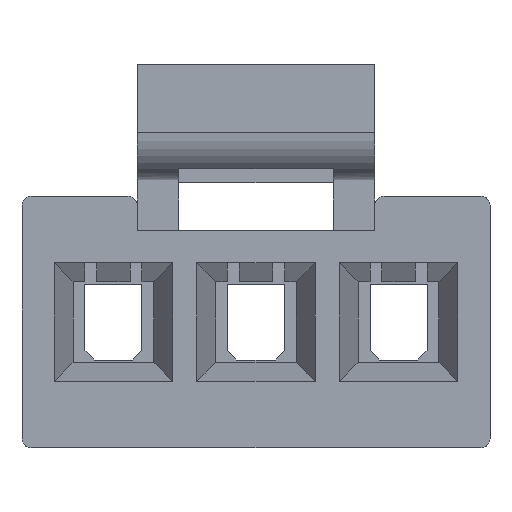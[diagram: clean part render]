
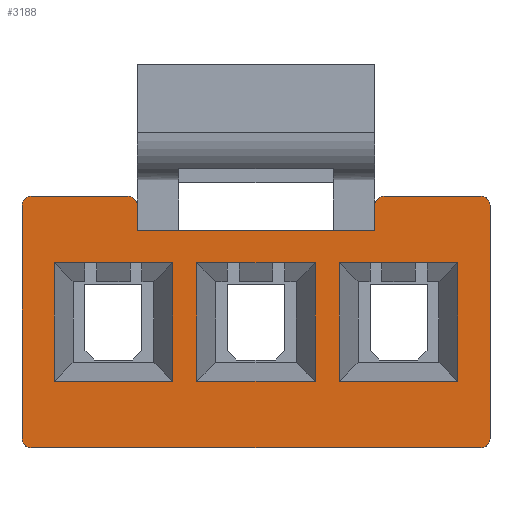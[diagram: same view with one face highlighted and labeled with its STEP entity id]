
A CAD part, front view. The second image highlights one B-rep face of the part: STEP entity #3188.
In plain terms, the highlighted planar face has unit normal (0, -1, 0).
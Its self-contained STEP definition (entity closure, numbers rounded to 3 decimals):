
#41=CIRCLE('',#3379,0.2);
#42=CIRCLE('',#3380,0.2);
#43=CIRCLE('',#3381,0.2);
#44=CIRCLE('',#3382,0.2);
#45=CIRCLE('',#3383,0.2);
#46=CIRCLE('',#3384,0.2);
#169=ORIENTED_EDGE('',*,*,#1070,.T.);
#170=ORIENTED_EDGE('',*,*,#1071,.T.);
#171=ORIENTED_EDGE('',*,*,#1072,.T.);
#172=ORIENTED_EDGE('',*,*,#1073,.T.);
#173=ORIENTED_EDGE('',*,*,#1074,.T.);
#174=ORIENTED_EDGE('',*,*,#1075,.T.);
#175=ORIENTED_EDGE('',*,*,#1076,.T.);
#176=ORIENTED_EDGE('',*,*,#1077,.T.);
#177=ORIENTED_EDGE('',*,*,#1078,.T.);
#178=ORIENTED_EDGE('',*,*,#1079,.T.);
#179=ORIENTED_EDGE('',*,*,#1080,.T.);
#180=ORIENTED_EDGE('',*,*,#1081,.T.);
#181=ORIENTED_EDGE('',*,*,#1082,.F.);
#182=ORIENTED_EDGE('',*,*,#1083,.T.);
#183=ORIENTED_EDGE('',*,*,#1084,.F.);
#184=ORIENTED_EDGE('',*,*,#1085,.T.);
#185=ORIENTED_EDGE('',*,*,#1086,.T.);
#186=ORIENTED_EDGE('',*,*,#1087,.T.);
#187=ORIENTED_EDGE('',*,*,#1088,.T.);
#188=ORIENTED_EDGE('',*,*,#1089,.T.);
#189=ORIENTED_EDGE('',*,*,#1090,.T.);
#190=ORIENTED_EDGE('',*,*,#1091,.T.);
#191=ORIENTED_EDGE('',*,*,#1067,.T.);
#192=ORIENTED_EDGE('',*,*,#1069,.T.);
#193=ORIENTED_EDGE('',*,*,#1058,.T.);
#194=ORIENTED_EDGE('',*,*,#1064,.T.);
#1058=EDGE_CURVE('',#1509,#1508,#1817,.T.);
#1064=EDGE_CURVE('',#1508,#1511,#1823,.T.);
#1067=EDGE_CURVE('',#1511,#1513,#1826,.T.);
#1069=EDGE_CURVE('',#1513,#1509,#1828,.T.);
#1070=EDGE_CURVE('',#1514,#1515,#1829,.T.);
#1071=EDGE_CURVE('',#1515,#1516,#1830,.T.);
#1072=EDGE_CURVE('',#1516,#1517,#1831,.T.);
#1073=EDGE_CURVE('',#1517,#1514,#1832,.T.);
#1074=EDGE_CURVE('',#1518,#1519,#1833,.T.);
#1075=EDGE_CURVE('',#1519,#1520,#41,.T.);
#1076=EDGE_CURVE('',#1520,#1521,#1834,.T.);
#1077=EDGE_CURVE('',#1521,#1522,#1835,.T.);
#1078=EDGE_CURVE('',#1522,#1523,#1836,.T.);
#1079=EDGE_CURVE('',#1523,#1524,#42,.T.);
#1080=EDGE_CURVE('',#1524,#1525,#1837,.T.);
#1081=EDGE_CURVE('',#1525,#1526,#43,.T.);
#1082=EDGE_CURVE('',#1527,#1526,#1838,.T.);
#1083=EDGE_CURVE('',#1527,#1528,#44,.T.);
#1084=EDGE_CURVE('',#1529,#1528,#1839,.T.);
#1085=EDGE_CURVE('',#1529,#1530,#45,.T.);
#1086=EDGE_CURVE('',#1530,#1531,#1840,.T.);
#1087=EDGE_CURVE('',#1531,#1518,#46,.T.);
#1088=EDGE_CURVE('',#1532,#1533,#1841,.T.);
#1089=EDGE_CURVE('',#1533,#1534,#1842,.T.);
#1090=EDGE_CURVE('',#1534,#1535,#1843,.T.);
#1091=EDGE_CURVE('',#1535,#1532,#1844,.T.);
#1508=VERTEX_POINT('',#4548);
#1509=VERTEX_POINT('',#4550);
#1511=VERTEX_POINT('',#4558);
#1513=VERTEX_POINT('',#4564);
#1514=VERTEX_POINT('',#4571);
#1515=VERTEX_POINT('',#4572);
#1516=VERTEX_POINT('',#4574);
#1517=VERTEX_POINT('',#4576);
#1518=VERTEX_POINT('',#4579);
#1519=VERTEX_POINT('',#4580);
#1520=VERTEX_POINT('',#4582);
#1521=VERTEX_POINT('',#4584);
#1522=VERTEX_POINT('',#4586);
#1523=VERTEX_POINT('',#4588);
#1524=VERTEX_POINT('',#4590);
#1525=VERTEX_POINT('',#4592);
#1526=VERTEX_POINT('',#4594);
#1527=VERTEX_POINT('',#4596);
#1528=VERTEX_POINT('',#4598);
#1529=VERTEX_POINT('',#4600);
#1530=VERTEX_POINT('',#4602);
#1531=VERTEX_POINT('',#4604);
#1532=VERTEX_POINT('',#4607);
#1533=VERTEX_POINT('',#4608);
#1534=VERTEX_POINT('',#4610);
#1535=VERTEX_POINT('',#4612);
#1817=LINE('',#4549,#2261);
#1823=LINE('',#4559,#2267);
#1826=LINE('',#4565,#2270);
#1828=LINE('',#4568,#2272);
#1829=LINE('',#4570,#2273);
#1830=LINE('',#4573,#2274);
#1831=LINE('',#4575,#2275);
#1832=LINE('',#4577,#2276);
#1833=LINE('',#4578,#2277);
#1834=LINE('',#4583,#2278);
#1835=LINE('',#4585,#2279);
#1836=LINE('',#4587,#2280);
#1837=LINE('',#4591,#2281);
#1838=LINE('',#4595,#2282);
#1839=LINE('',#4599,#2283);
#1840=LINE('',#4603,#2284);
#1841=LINE('',#4606,#2285);
#1842=LINE('',#4609,#2286);
#1843=LINE('',#4611,#2287);
#1844=LINE('',#4613,#2288);
#2261=VECTOR('',#3665,1000.);
#2267=VECTOR('',#3673,1000.);
#2270=VECTOR('',#3678,1000.);
#2272=VECTOR('',#3682,1000.);
#2273=VECTOR('',#3685,1000.);
#2274=VECTOR('',#3686,1000.);
#2275=VECTOR('',#3687,1000.);
#2276=VECTOR('',#3688,1000.);
#2277=VECTOR('',#3689,1000.);
#2278=VECTOR('',#3692,1000.);
#2279=VECTOR('',#3693,1000.);
#2280=VECTOR('',#3694,1000.);
#2281=VECTOR('',#3697,1000.);
#2282=VECTOR('',#3700,1000.);
#2283=VECTOR('',#3703,1000.);
#2284=VECTOR('',#3706,1000.);
#2285=VECTOR('',#3709,1000.);
#2286=VECTOR('',#3710,1000.);
#2287=VECTOR('',#3711,1000.);
#2288=VECTOR('',#3712,1000.);
#2649=EDGE_LOOP('',(#169,#170,#171,#172));
#2650=EDGE_LOOP('',(#173,#174,#175,#176,#177,#178,#179,#180,#181,#182,#183,
#184,#185,#186));
#2651=EDGE_LOOP('',(#187,#188,#189,#190));
#2652=EDGE_LOOP('',(#191,#192,#193,#194));
#2838=FACE_BOUND('',#2649,.T.);
#2839=FACE_BOUND('',#2650,.T.);
#2840=FACE_BOUND('',#2651,.T.);
#2841=FACE_BOUND('',#2652,.T.);
#3025=PLANE('',#3378);
#3188=ADVANCED_FACE('',(#2838,#2839,#2840,#2841),#3025,.T.);
#3378=AXIS2_PLACEMENT_3D('',#4569,#3683,#3684);
#3379=AXIS2_PLACEMENT_3D('',#4581,#3690,#3691);
#3380=AXIS2_PLACEMENT_3D('',#4589,#3695,#3696);
#3381=AXIS2_PLACEMENT_3D('',#4593,#3698,#3699);
#3382=AXIS2_PLACEMENT_3D('',#4597,#3701,#3702);
#3383=AXIS2_PLACEMENT_3D('',#4601,#3704,#3705);
#3384=AXIS2_PLACEMENT_3D('',#4605,#3707,#3708);
#3665=DIRECTION('',(1.,0.,0.));
#3673=DIRECTION('',(0.,0.,-1.));
#3678=DIRECTION('',(-1.,0.,0.));
#3682=DIRECTION('',(0.,0.,1.));
#3683=DIRECTION('',(0.,-1.,0.));
#3684=DIRECTION('',(0.,0.,-1.));
#3685=DIRECTION('',(-1.,0.,0.));
#3686=DIRECTION('',(0.,0.,1.));
#3687=DIRECTION('',(1.,0.,0.));
#3688=DIRECTION('',(0.,0.,-1.));
#3689=DIRECTION('',(-1.,0.,0.));
#3690=DIRECTION('',(0.,-1.,0.));
#3691=DIRECTION('',(0.,0.,-1.));
#3692=DIRECTION('',(0.,0.,-1.));
#3693=DIRECTION('',(-1.,0.,0.));
#3694=DIRECTION('',(0.,0.,1.));
#3695=DIRECTION('',(0.,-1.,0.));
#3696=DIRECTION('',(0.,0.,-1.));
#3697=DIRECTION('',(-1.,0.,0.));
#3698=DIRECTION('',(0.,-1.,0.));
#3699=DIRECTION('',(0.,0.,-1.));
#3700=DIRECTION('',(0.,0.,1.));
#3701=DIRECTION('',(0.,-1.,0.));
#3702=DIRECTION('',(0.,0.,-1.));
#3703=DIRECTION('',(-1.,0.,0.));
#3704=DIRECTION('',(0.,-1.,0.));
#3705=DIRECTION('',(0.,0.,-1.));
#3706=DIRECTION('',(0.,0.,1.));
#3707=DIRECTION('',(0.,-1.,0.));
#3708=DIRECTION('',(0.,0.,-1.));
#3709=DIRECTION('',(-1.,0.,0.));
#3710=DIRECTION('',(0.,0.,1.));
#3711=DIRECTION('',(1.,0.,0.));
#3712=DIRECTION('',(0.,0.,-1.));
#4548=CARTESIAN_POINT('',(4.25,-4.3,1.25));
#4549=CARTESIAN_POINT('',(1.75,-4.3,1.25));
#4550=CARTESIAN_POINT('',(1.75,-4.3,1.25));
#4558=CARTESIAN_POINT('',(4.25,-4.3,-1.25));
#4559=CARTESIAN_POINT('',(4.25,-4.3,1.25));
#4564=CARTESIAN_POINT('',(1.75,-4.3,-1.25));
#4565=CARTESIAN_POINT('',(4.25,-4.3,-1.25));
#4568=CARTESIAN_POINT('',(1.75,-4.3,-1.25));
#4569=CARTESIAN_POINT('',(4.925,-4.3,-2.65));
#4570=CARTESIAN_POINT('',(1.25,-4.3,-1.25));
#4571=CARTESIAN_POINT('',(1.25,-4.3,-1.25));
#4572=CARTESIAN_POINT('',(-1.25,-4.3,-1.25));
#4573=CARTESIAN_POINT('',(-1.25,-4.3,-1.25));
#4574=CARTESIAN_POINT('',(-1.25,-4.3,1.25));
#4575=CARTESIAN_POINT('',(-1.25,-4.3,1.25));
#4576=CARTESIAN_POINT('',(1.25,-4.3,1.25));
#4577=CARTESIAN_POINT('',(1.25,-4.3,1.25));
#4578=CARTESIAN_POINT('',(4.925,-4.3,2.65));
#4579=CARTESIAN_POINT('',(4.725,-4.3,2.65));
#4580=CARTESIAN_POINT('',(2.7,-4.3,2.65));
#4581=CARTESIAN_POINT('',(2.7,-4.3,2.45));
#4582=CARTESIAN_POINT('',(2.5,-4.3,2.45));
#4583=CARTESIAN_POINT('',(2.5,-4.3,2.65));
#4584=CARTESIAN_POINT('',(2.5,-4.3,1.93));
#4585=CARTESIAN_POINT('',(2.5,-4.3,1.93));
#4586=CARTESIAN_POINT('',(-2.5,-4.3,1.93));
#4587=CARTESIAN_POINT('',(-2.5,-4.3,1.93));
#4588=CARTESIAN_POINT('',(-2.5,-4.3,2.45));
#4589=CARTESIAN_POINT('',(-2.7,-4.3,2.45));
#4590=CARTESIAN_POINT('',(-2.7,-4.3,2.65));
#4591=CARTESIAN_POINT('',(4.925,-4.3,2.65));
#4592=CARTESIAN_POINT('',(-4.725,-4.3,2.65));
#4593=CARTESIAN_POINT('',(-4.725,-4.3,2.45));
#4594=CARTESIAN_POINT('',(-4.925,-4.3,2.45));
#4595=CARTESIAN_POINT('',(-4.925,-4.3,-2.65));
#4596=CARTESIAN_POINT('',(-4.925,-4.3,-2.45));
#4597=CARTESIAN_POINT('',(-4.725,-4.3,-2.45));
#4598=CARTESIAN_POINT('',(-4.725,-4.3,-2.65));
#4599=CARTESIAN_POINT('',(4.925,-4.3,-2.65));
#4600=CARTESIAN_POINT('',(4.725,-4.3,-2.65));
#4601=CARTESIAN_POINT('',(4.725,-4.3,-2.45));
#4602=CARTESIAN_POINT('',(4.925,-4.3,-2.45));
#4603=CARTESIAN_POINT('',(4.925,-4.3,-2.65));
#4604=CARTESIAN_POINT('',(4.925,-4.3,2.45));
#4605=CARTESIAN_POINT('',(4.725,-4.3,2.45));
#4606=CARTESIAN_POINT('',(-1.75,-4.3,-1.25));
#4607=CARTESIAN_POINT('',(-1.75,-4.3,-1.25));
#4608=CARTESIAN_POINT('',(-4.25,-4.3,-1.25));
#4609=CARTESIAN_POINT('',(-4.25,-4.3,-1.25));
#4610=CARTESIAN_POINT('',(-4.25,-4.3,1.25));
#4611=CARTESIAN_POINT('',(-4.25,-4.3,1.25));
#4612=CARTESIAN_POINT('',(-1.75,-4.3,1.25));
#4613=CARTESIAN_POINT('',(-1.75,-4.3,1.25));
